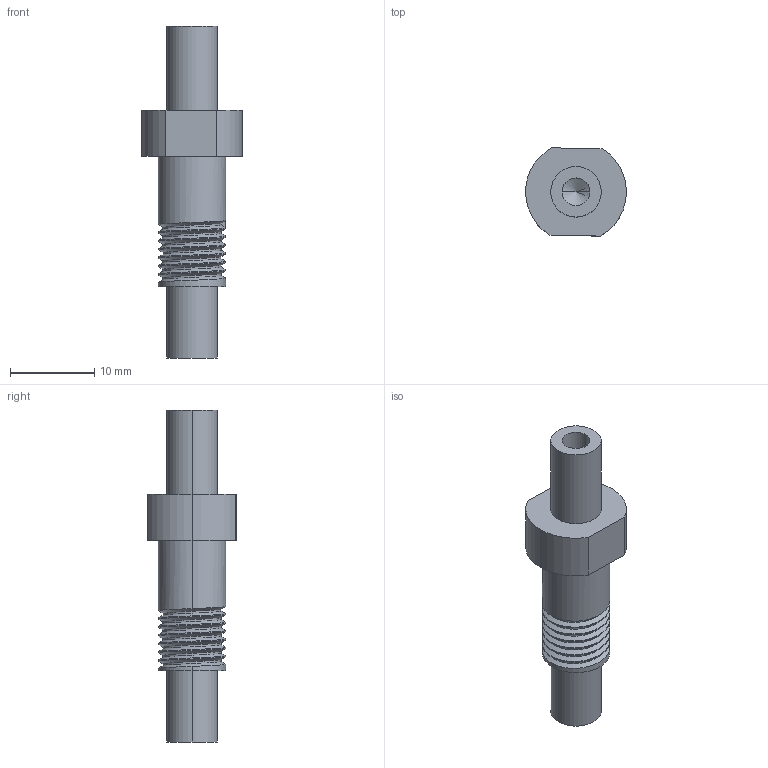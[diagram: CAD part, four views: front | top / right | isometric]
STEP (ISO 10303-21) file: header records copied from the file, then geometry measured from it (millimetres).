
FILE_DESCRIPTION (( 'STEP AP203' ), '1' );
FILE_NAME ('custom_pin_Default_sldprt.STEP', '2023-05-13T06:00:55', ( '' ), ( '' ), 'SwSTEP 2.0', 'SolidWorks 2022', '' );
FILE_SCHEMA (( 'CONFIG_CONTROL_DESIGN' ));
Length unit declared in the file: millimetre
Products named in the file (1): custom_pin_Default_sldprt
Bounding box: 12 x 10.5 x 39.5 mm (x, y, z)
Volume: 1665.6 mm3; surface area: 1450.7 mm2
Topology: 1 solids, 1 shells, 43 faces, 105 edges, 65 vertices
Faces by surface type: cylinder 27, plane 9, cone 4, bspline 3
Entity records: 2323 total; most frequent: CARTESIAN_POINT 1333, ORIENTED_EDGE 202, DIRECTION 179, EDGE_CURVE 101, AXIS2_PLACEMENT_3D 67, VERTEX_POINT 65, EDGE_LOOP 48, VECTOR 45
